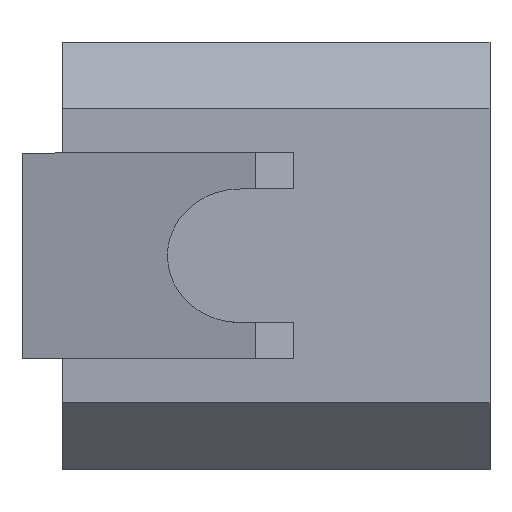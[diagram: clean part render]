
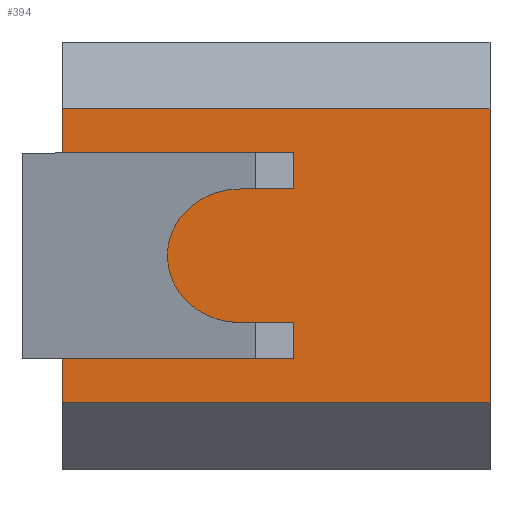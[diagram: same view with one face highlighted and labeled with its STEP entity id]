
A CAD part, top view. The second image highlights one B-rep face of the part: STEP entity #394.
In plain terms, the highlighted planar face has unit normal (0, 0, 1).
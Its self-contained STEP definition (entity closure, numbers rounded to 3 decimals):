
#394=ADVANCED_FACE('521',(#949),#950,.T.);
#949=FACE_OUTER_BOUND('',#1617,.T.);
#950=PLANE('',#1618);
#1617=EDGE_LOOP('',(#3218,#3219,#3220,#3221));
#1618=AXIS2_PLACEMENT_3D('',#3222,#3223,#3224);
#3218=ORIENTED_EDGE('',*,*,#3752,.T.);
#3219=ORIENTED_EDGE('',*,*,#3750,.T.);
#3220=ORIENTED_EDGE('',*,*,#3716,.F.);
#3221=ORIENTED_EDGE('',*,*,#3753,.F.);
#3222=CARTESIAN_POINT('',(-8.0,-5.5,8.4));
#3223=DIRECTION('',(0.0,0.0,1.0));
#3224=DIRECTION('',(1.0,-0.0,0.0));
#3716=EDGE_CURVE('469',#3942,#3944,#3945,.T.);
#3750=EDGE_CURVE('479',#3993,#3944,#3995,.T.);
#3752=EDGE_CURVE('481',#3997,#3993,#3998,.T.);
#3753=EDGE_CURVE('475',#3997,#3942,#3999,.T.);
#3942=VERTEX_POINT('',#4267);
#3944=VERTEX_POINT('',#4270);
#3945=LINE('',#4271,#4272);
#3993=VERTEX_POINT('',#4342);
#3995=LINE('',#4345,#4346);
#3997=VERTEX_POINT('',#4348);
#3998=LINE('',#4349,#4350);
#3999=LINE('',#4351,#4352);
#4267=CARTESIAN_POINT('',(-8.0,-5.5,8.4));
#4270=CARTESIAN_POINT('',(-8.0,5.5,8.4));
#4271=CARTESIAN_POINT('',(-8.0,-5.5,8.4));
#4272=VECTOR('',#4532,11.0);
#4342=CARTESIAN_POINT('',(8.0,5.5,8.4));
#4345=CARTESIAN_POINT('',(8.0,5.5,8.4));
#4346=VECTOR('',#4562,16.0);
#4348=CARTESIAN_POINT('',(8.0,-5.5,8.4));
#4349=CARTESIAN_POINT('',(8.0,-5.5,8.4));
#4350=VECTOR('',#4563,11.0);
#4351=CARTESIAN_POINT('',(8.0,-5.5,8.4));
#4352=VECTOR('',#4564,16.0);
#4532=DIRECTION('',(0.0,1.0,0.0));
#4562=DIRECTION('',(-1.0,0.0,0.0));
#4563=DIRECTION('',(0.0,1.0,0.0));
#4564=DIRECTION('',(-1.0,0.0,0.0));
